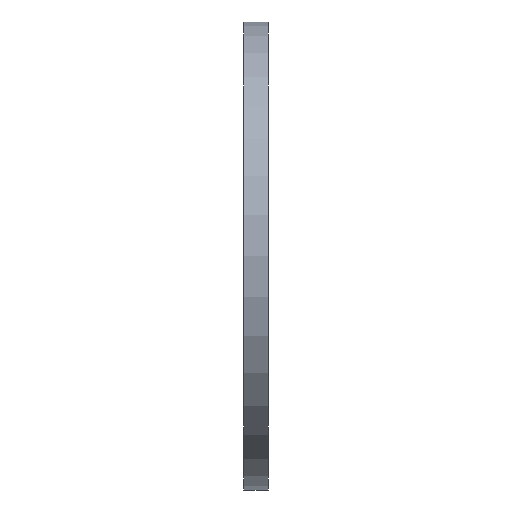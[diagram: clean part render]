
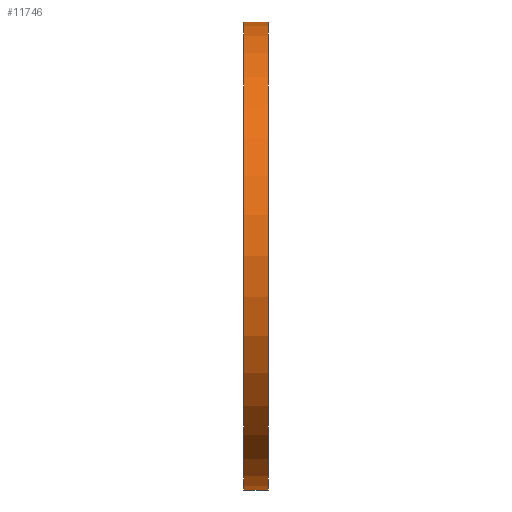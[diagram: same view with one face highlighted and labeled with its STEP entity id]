
A CAD part, left-side view. The second image highlights one B-rep face of the part: STEP entity #11746.
In plain terms, the highlighted cylindrical face has radius 15 mm (diameter 30 mm), a full revolution.
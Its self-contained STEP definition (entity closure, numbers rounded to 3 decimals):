
#186 = VERTEX_POINT ( 'NONE', #5942 ) ;
#194 = DIRECTION ( 'NONE',  ( 0., 1., 0. ) ) ;
#404 = ORIENTED_EDGE ( 'NONE', *, *, #4825, .T. ) ;
#756 = EDGE_CURVE ( 'NONE', #186, #186, #6124, .T. ) ;
#1324 = AXIS2_PLACEMENT_3D ( 'NONE', #5006, #11498, #5825 ) ;
#2038 = CARTESIAN_POINT ( 'NONE',  ( 0., -0.8, 15. ) ) ;
#2509 = EDGE_LOOP ( 'NONE', ( #404 ) ) ;
#2761 = AXIS2_PLACEMENT_3D ( 'NONE', #10085, #9166, #6277 ) ;
#2871 = FACE_OUTER_BOUND ( 'NONE', #12308, .T. ) ;
#3102 = CARTESIAN_POINT ( 'NONE',  ( 0., -0.8, 0. ) ) ;
#4257 = CIRCLE ( 'NONE', #5188, 15. ) ;
#4825 = EDGE_CURVE ( 'NONE', #6272, #6272, #4257, .T. ) ;
#5006 = CARTESIAN_POINT ( 'NONE',  ( 0., 0.8, 0. ) ) ;
#5188 = AXIS2_PLACEMENT_3D ( 'NONE', #3102, #194, #11625 ) ;
#5825 = DIRECTION ( 'NONE',  ( 0., 0., -1. ) ) ;
#5942 = CARTESIAN_POINT ( 'NONE',  ( 0., 0.8, 15. ) ) ;
#6124 = CIRCLE ( 'NONE', #2761, 15. ) ;
#6272 = VERTEX_POINT ( 'NONE', #2038 ) ;
#6277 = DIRECTION ( 'NONE',  ( 0., 0., 1. ) ) ;
#6563 = CYLINDRICAL_SURFACE ( 'NONE', #1324, 15. ) ;
#7611 = ORIENTED_EDGE ( 'NONE', *, *, #756, .F. ) ;
#8482 = FACE_OUTER_BOUND ( 'NONE', #2509, .T. ) ;
#9166 = DIRECTION ( 'NONE',  ( 0., 1., 0. ) ) ;
#10085 = CARTESIAN_POINT ( 'NONE',  ( 0., 0.8, 0. ) ) ;
#11498 = DIRECTION ( 'NONE',  ( 0., -1., 0. ) ) ;
#11625 = DIRECTION ( 'NONE',  ( 0., 0., 1. ) ) ;
#11746 = ADVANCED_FACE ( 'NONE', ( #2871, #8482 ), #6563, .T. ) ;
#12308 = EDGE_LOOP ( 'NONE', ( #7611 ) ) ;
